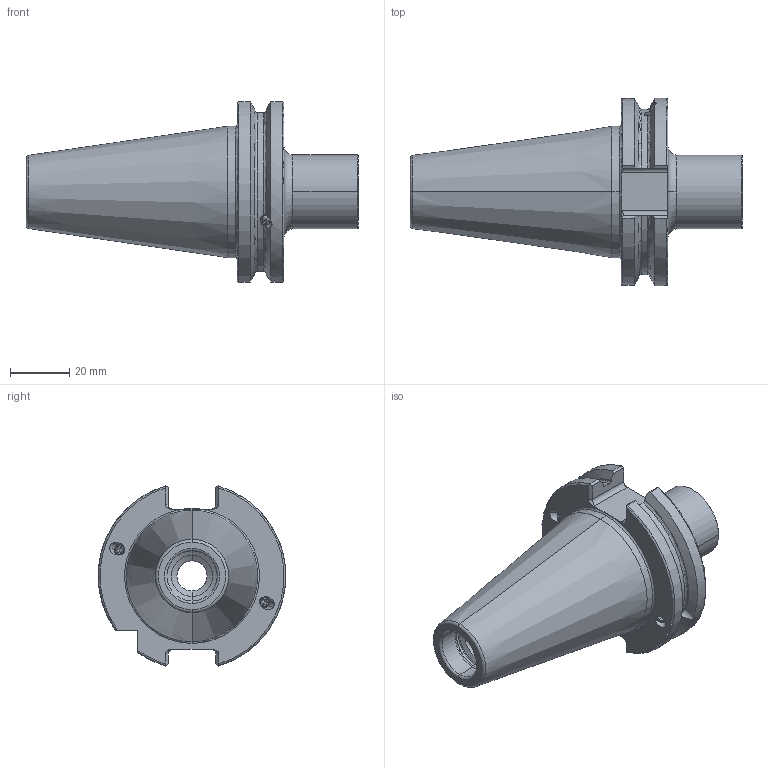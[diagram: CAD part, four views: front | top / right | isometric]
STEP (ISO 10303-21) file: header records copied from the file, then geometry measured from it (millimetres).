
FILE_DESCRIPTION (( 'STEP AP203' ), '1' );
FILE_NAME ('100.415.251C.STEP', '2018-03-12T10:27:44', ( 'SWIAdmin' ), ( 'Hewlett-Packard Company' ), 'SwSTEP 2.0', 'SolidWorks 2017', '' );
FILE_SCHEMA (( 'CONFIG_CONTROL_DESIGN' ));
Length unit declared in the file: millimetre
Products named in the file (4): SK4-CA2.K01.044_B; KVT_MB_600_040; ISO 4026 - M4 x 3_PreviewCfg; 100.415.251C
Assembly tree (5 placements, depth 2):
  100.415.251C
    SK4-CA2.K01.044_B
    KVT_MB_600_040  x2
    ISO 4026 - M4 x 3_PreviewCfg  x2
Bounding box: 112.35 x 63.5 x 60.94 mm (x, y, z)
Volume: 111279.4 mm3; surface area: 23552.5 mm2
Topology: 7 solids, 7 shells, 244 faces, 589 edges, 352 vertices
Faces by surface type: cone 86, cylinder 67, plane 57, torus 30, sphere 4
Entity records: 6611 total; most frequent: CARTESIAN_POINT 1543, DIRECTION 989, ORIENTED_EDGE 966, EDGE_CURVE 483, AXIS2_PLACEMENT_3D 393, VERTEX_POINT 293, EDGE_LOOP 210, VECTOR 203
